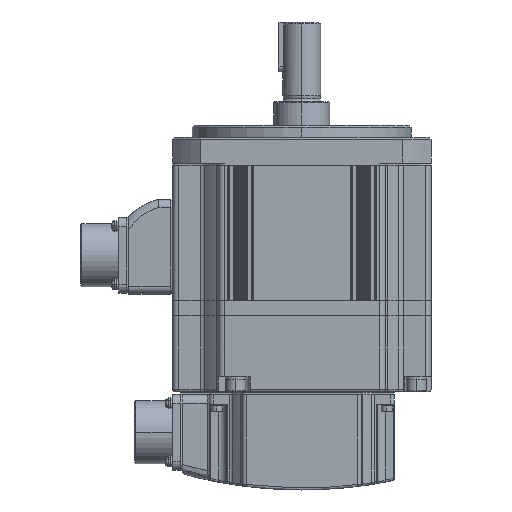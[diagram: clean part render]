
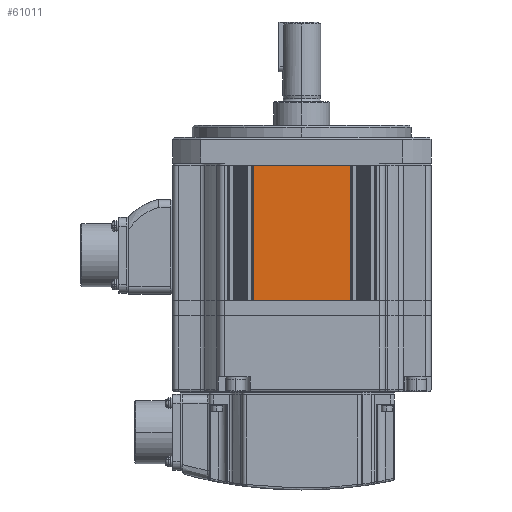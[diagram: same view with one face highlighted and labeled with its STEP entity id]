
A CAD part, left-side view. The second image highlights one B-rep face of the part: STEP entity #61011.
In plain terms, the highlighted planar face has unit normal (-1, 0, 0).
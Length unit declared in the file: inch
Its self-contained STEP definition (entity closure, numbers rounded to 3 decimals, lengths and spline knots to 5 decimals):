
#3686 = DIRECTION ( 'NONE',  ( 0., 0., -1. ) ) ;
#3945 = PLANE ( 'NONE',  #30001 ) ;
#7061 = LINE ( 'NONE', #46407, #49580 ) ;
#9329 = EDGE_CURVE ( 'NONE', #46868, #27912, #38922, .T. ) ;
#9875 = DIRECTION ( 'NONE',  ( 0., 1., 0. ) ) ;
#12387 = ORIENTED_EDGE ( 'NONE', *, *, #9329, .F. ) ;
#15341 = DIRECTION ( 'NONE',  ( 1., 0., 0. ) ) ;
#15758 = VECTOR ( 'NONE', #9875, 39.37008 ) ;
#16324 = ORIENTED_EDGE ( 'NONE', *, *, #66552, .F. ) ;
#19227 = FACE_OUTER_BOUND ( 'NONE', #48637, .T. ) ;
#23804 = DIRECTION ( 'NONE',  ( 0., -1., 0. ) ) ;
#24429 = VECTOR ( 'NONE', #23804, 39.37008 ) ;
#27912 = VERTEX_POINT ( 'NONE', #43690 ) ;
#30001 = AXIS2_PLACEMENT_3D ( 'NONE', #34220, #15341, #3686 ) ;
#30738 = ORIENTED_EDGE ( 'NONE', *, *, #58176, .F. ) ;
#34220 = CARTESIAN_POINT ( 'NONE',  ( -2.55906, -0.96457, -0.3937 ) ) ;
#35848 = DIRECTION ( 'NONE',  ( 0., 0., -1. ) ) ;
#38145 = CARTESIAN_POINT ( 'NONE',  ( -2.55906, 0.96457, -0.3937 ) ) ;
#38283 = VERTEX_POINT ( 'NONE', #44980 ) ;
#38922 = LINE ( 'NONE', #47435, #15758 ) ;
#41908 = CARTESIAN_POINT ( 'NONE',  ( -2.55906, 1.47638, -0.3937 ) ) ;
#43690 = CARTESIAN_POINT ( 'NONE',  ( -2.55906, 0.96457, -3.07087 ) ) ;
#44131 = VERTEX_POINT ( 'NONE', #70523 ) ;
#44980 = CARTESIAN_POINT ( 'NONE',  ( -2.55906, 0.96457, -0.3937 ) ) ;
#46407 = CARTESIAN_POINT ( 'NONE',  ( -2.55906, -0.96457, -0.3937 ) ) ;
#46868 = VERTEX_POINT ( 'NONE', #70190 ) ;
#47435 = CARTESIAN_POINT ( 'NONE',  ( -2.55906, 1.47638, -3.07087 ) ) ;
#48637 = EDGE_LOOP ( 'NONE', ( #30738, #16324, #51998, #12387 ) ) ;
#49580 = VECTOR ( 'NONE', #35848, 39.37008 ) ;
#51998 = ORIENTED_EDGE ( 'NONE', *, *, #67923, .F. ) ;
#52947 = DIRECTION ( 'NONE',  ( 0., 0., 1. ) ) ;
#58176 = EDGE_CURVE ( 'NONE', #44131, #46868, #7061, .T. ) ;
#61011 = ADVANCED_FACE ( 'NONE', ( #19227 ), #3945, .F. ) ;
#61916 = VECTOR ( 'NONE', #52947, 39.37008 ) ;
#62076 = LINE ( 'NONE', #41908, #24429 ) ;
#66552 = EDGE_CURVE ( 'NONE', #38283, #44131, #62076, .T. ) ;
#67923 = EDGE_CURVE ( 'NONE', #27912, #38283, #69759, .T. ) ;
#69759 = LINE ( 'NONE', #38145, #61916 ) ;
#70190 = CARTESIAN_POINT ( 'NONE',  ( -2.55906, -0.96457, -3.07087 ) ) ;
#70523 = CARTESIAN_POINT ( 'NONE',  ( -2.55906, -0.96457, -0.3937 ) ) ;
